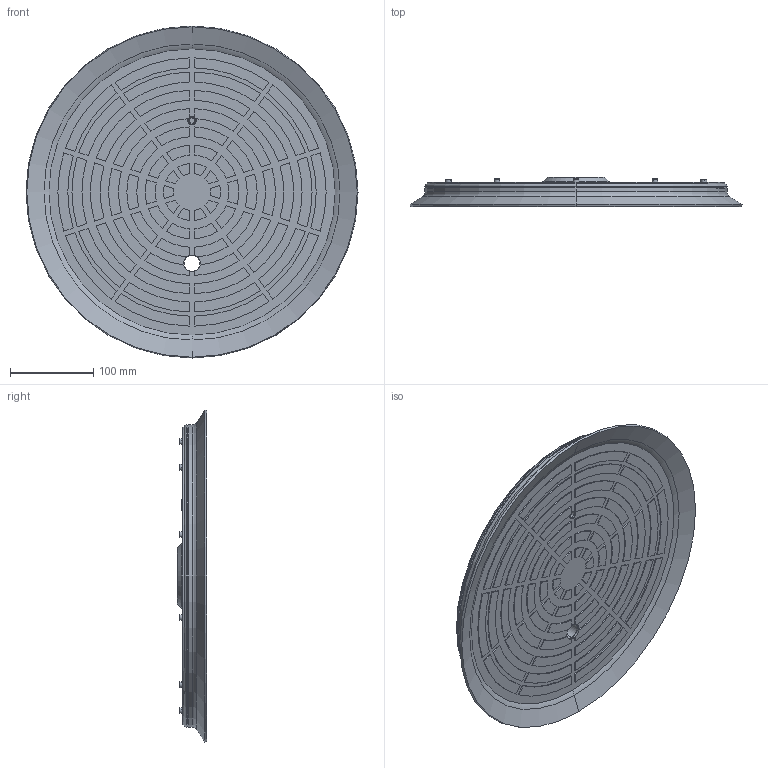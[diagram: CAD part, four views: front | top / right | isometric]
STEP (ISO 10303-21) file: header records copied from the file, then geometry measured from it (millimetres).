
FILE_DESCRIPTION (( 'STEP AP203' ), '1' );
FILE_NAME ('BCS400-NBR-55-M18-IG.STEP', '2025-08-02T03:25:52', ( '' ), ( '' ), 'SwSTEP 2.0', 'SolidWorks 2024', '' );
FILE_SCHEMA (( 'CONFIG_CONTROL_DESIGN' ));
Length unit declared in the file: millimetre
Products named in the file (1): BCS400-NBR-55-M18-IG
Bounding box: 400 x 35.7 x 400 mm (x, y, z)
Surface area: 319923.6 mm2 (no closed solid volume)
Topology: 0 solids, 15 shells, 523 faces, 1326 edges, 888 vertices
Faces by surface type: plane 301, cylinder 180, torus 34, cone 8
Entity records: 15913 total; most frequent: DIRECTION 2880, CARTESIAN_POINT 2738, ORIENTED_EDGE 2504, EDGE_CURVE 1326, AXIS2_PLACEMENT_3D 1030, VERTEX_POINT 888, LINE 820, VECTOR 820
